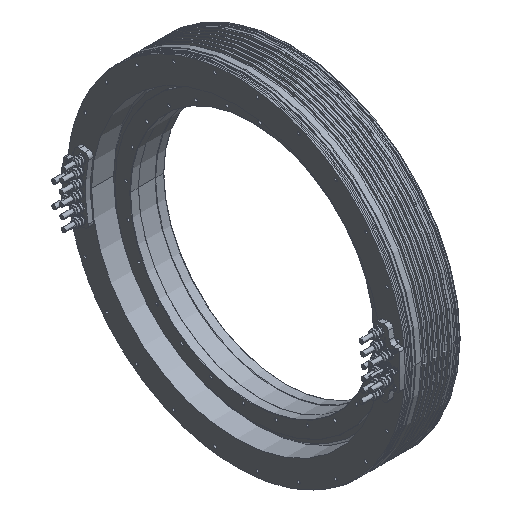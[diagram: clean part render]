
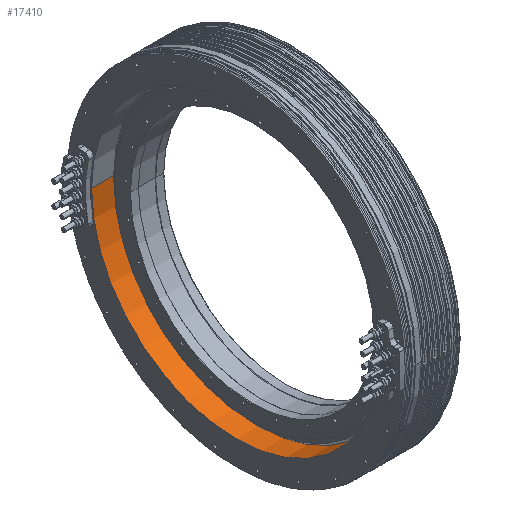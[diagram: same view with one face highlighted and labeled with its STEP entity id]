
A CAD part, isometric view. The second image highlights one B-rep face of the part: STEP entity #17410.
In plain terms, the highlighted cylindrical face has radius 344.5 mm (diameter 689 mm), a partial arc.
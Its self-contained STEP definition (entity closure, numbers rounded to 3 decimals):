
#57=CARTESIAN_POINT('',(-65.,0.,0.));
#58=DIRECTION('',(-1.,0.,0.));
#59=DIRECTION('',(0.,1.,0.));
#60=AXIS2_PLACEMENT_3D('',#57,#58,#59);
#1567=CARTESIAN_POINT('',(65.,0.,0.));
#1568=DIRECTION('',(1.,0.,0.));
#1569=DIRECTION('',(0.,-1.,0.));
#1570=AXIS2_PLACEMENT_3D('',#1567,#1568,#1569);
#1822=DIRECTION('',(1.,0.,0.));
#1823=VECTOR('',#1822,130.);
#1824=CARTESIAN_POINT('',(-65.,344.5,0.));
#1825=LINE('',#1824,#1823);
#1826=DIRECTION('',(-1.,0.,0.));
#1827=VECTOR('',#1826,130.);
#1828=CARTESIAN_POINT('',(65.,-344.5,0.));
#1829=LINE('',#1828,#1827);
#12278=CARTESIAN_POINT('',(-65.,-344.5,0.));
#12279=CARTESIAN_POINT('',(-65.,344.5,0.));
#12280=VERTEX_POINT('',#12278);
#12281=VERTEX_POINT('',#12279);
#12462=CARTESIAN_POINT('',(65.,-344.5,0.));
#12463=VERTEX_POINT('',#12462);
#12464=CARTESIAN_POINT('',(65.,344.5,0.));
#12465=VERTEX_POINT('',#12464);
#17397=CARTESIAN_POINT('',(-11.,0.,0.));
#17398=DIRECTION('',(1.,0.,0.));
#17399=DIRECTION('',(0.,-1.,0.));
#17400=AXIS2_PLACEMENT_3D('',#17397,#17398,#17399);
#17401=CYLINDRICAL_SURFACE('',#17400,344.5);
#17403=ORIENTED_EDGE('',*,*,#17402,.T.);
#17404=ORIENTED_EDGE('',*,*,#17234,.F.);
#17406=ORIENTED_EDGE('',*,*,#17405,.T.);
#17407=ORIENTED_EDGE('',*,*,#15458,.F.);
#17408=EDGE_LOOP('',(#17403,#17404,#17406,#17407));
#17409=FACE_OUTER_BOUND('',#17408,.F.);
#61=CIRCLE('',#60,344.5);
#1571=CIRCLE('',#1570,344.5);
#15458=EDGE_CURVE('',#12281,#12280,#61,.T.);
#17234=EDGE_CURVE('',#12463,#12465,#1571,.T.);
#17402=EDGE_CURVE('',#12281,#12465,#1825,.T.);
#17405=EDGE_CURVE('',#12463,#12280,#1829,.T.);
#17410=ADVANCED_FACE('',(#17409),#17401,.F.);
